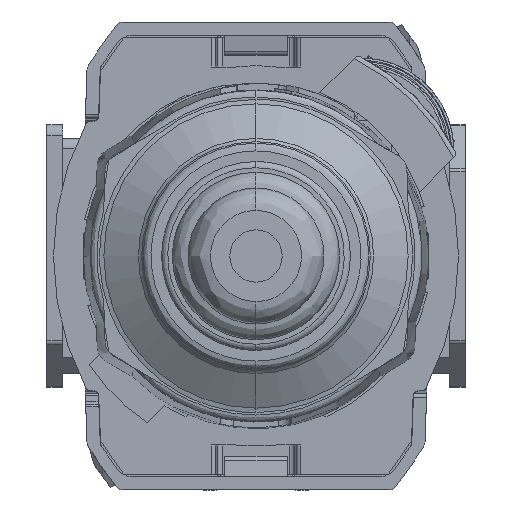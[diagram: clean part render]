
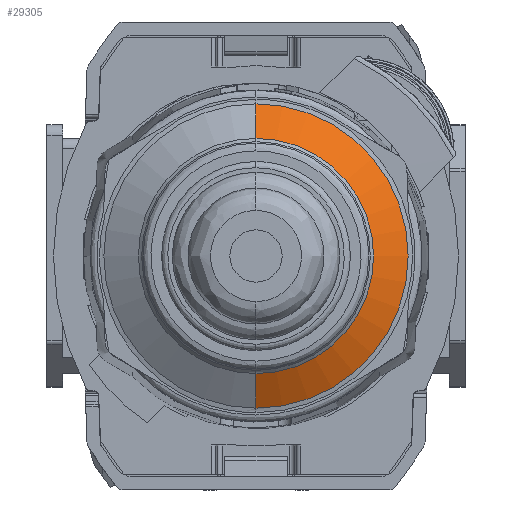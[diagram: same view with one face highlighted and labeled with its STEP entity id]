
A CAD part, front view. The second image highlights one B-rep face of the part: STEP entity #29305.
In plain terms, the highlighted conical face has half-angle 60 degrees and reference radius 16.907 mm.
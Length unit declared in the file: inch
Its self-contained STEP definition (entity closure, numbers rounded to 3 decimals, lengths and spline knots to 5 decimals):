
#517 = DIRECTION ( 'NONE',  ( 0., 0., 1. ) ) ;
#1044 = ORIENTED_EDGE ( 'NONE', *, *, #47124, .T. ) ;
#1830 = LINE ( 'NONE', #41294, #40150 ) ;
#3722 = VERTEX_POINT ( 'NONE', #12060 ) ;
#5553 = CARTESIAN_POINT ( 'NONE',  ( 0., -3.78452, 0.51452 ) ) ;
#5566 = EDGE_CURVE ( 'NONE', #27631, #16414, #6626, .T. ) ;
#5567 = CARTESIAN_POINT ( 'NONE',  ( 0., -3.69728, 0. ) ) ;
#6626 = CIRCLE ( 'NONE', #24147, 0.51452 ) ;
#6750 = CARTESIAN_POINT ( 'NONE',  ( 0., -3.78452, 0. ) ) ;
#6930 = DIRECTION ( 'NONE',  ( 0., 1., 0. ) ) ;
#7778 = CONICAL_SURFACE ( 'NONE', #39836, 0.66563, 1.047 ) ;
#12060 = CARTESIAN_POINT ( 'NONE',  ( 0., -3.69728, 0.66563 ) ) ;
#13185 = DIRECTION ( 'NONE',  ( 0., 0., -1. ) ) ;
#13362 = ORIENTED_EDGE ( 'NONE', *, *, #46549, .T. ) ;
#13669 = CARTESIAN_POINT ( 'NONE',  ( 0., -3.69728, -0.66563 ) ) ;
#14660 = CARTESIAN_POINT ( 'NONE',  ( 0., -3.78452, -0.51452 ) ) ;
#16414 = VERTEX_POINT ( 'NONE', #14660 ) ;
#18760 = ORIENTED_EDGE ( 'NONE', *, *, #24054, .F. ) ;
#19773 = DIRECTION ( 'NONE',  ( 0., 0.5, 0.866 ) ) ;
#22829 = EDGE_LOOP ( 'NONE', ( #23099, #13362, #1044, #18760 ) ) ;
#23099 = ORIENTED_EDGE ( 'NONE', *, *, #5566, .T. ) ;
#24054 = EDGE_CURVE ( 'NONE', #27631, #3722, #1830, .T. ) ;
#24147 = AXIS2_PLACEMENT_3D ( 'NONE', #6750, #33261, #517 ) ;
#25825 = CIRCLE ( 'NONE', #35735, 0.66563 ) ;
#27631 = VERTEX_POINT ( 'NONE', #5553 ) ;
#28832 = VERTEX_POINT ( 'NONE', #13669 ) ;
#29305 = ADVANCED_FACE ( 'NONE', ( #39693 ), #7778, .T. ) ;
#29604 = VECTOR ( 'NONE', #31683, 39.37008 ) ;
#31683 = DIRECTION ( 'NONE',  ( 0., 0.5, -0.866 ) ) ;
#33261 = DIRECTION ( 'NONE',  ( 0., 1., 0. ) ) ;
#35042 = CARTESIAN_POINT ( 'NONE',  ( 0., -3.69728, -0.66563 ) ) ;
#35735 = AXIS2_PLACEMENT_3D ( 'NONE', #5567, #37886, #13185 ) ;
#36100 = CARTESIAN_POINT ( 'NONE',  ( 0., -3.69728, 0. ) ) ;
#37886 = DIRECTION ( 'NONE',  ( 0., -1., 0. ) ) ;
#39693 = FACE_OUTER_BOUND ( 'NONE', #22829, .T. ) ;
#39836 = AXIS2_PLACEMENT_3D ( 'NONE', #36100, #6930, #44194 ) ;
#40150 = VECTOR ( 'NONE', #19773, 39.37008 ) ;
#41294 = CARTESIAN_POINT ( 'NONE',  ( 0., -3.69728, 0.66563 ) ) ;
#44194 = DIRECTION ( 'NONE',  ( 0., 0., 1. ) ) ;
#46549 = EDGE_CURVE ( 'NONE', #16414, #28832, #46981, .T. ) ;
#46981 = LINE ( 'NONE', #35042, #29604 ) ;
#47124 = EDGE_CURVE ( 'NONE', #28832, #3722, #25825, .T. ) ;
